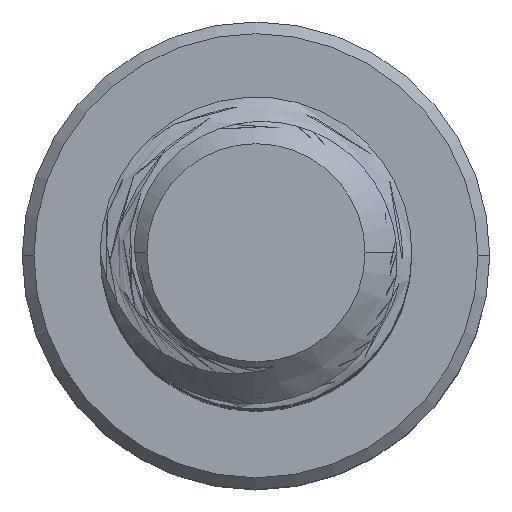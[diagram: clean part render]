
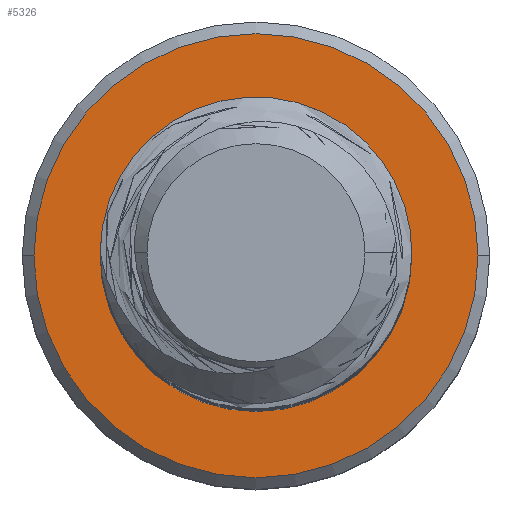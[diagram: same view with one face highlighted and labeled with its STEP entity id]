
A CAD part, top view. The second image highlights one B-rep face of the part: STEP entity #5326.
In plain terms, the highlighted planar face has unit normal (0, 0, 1).
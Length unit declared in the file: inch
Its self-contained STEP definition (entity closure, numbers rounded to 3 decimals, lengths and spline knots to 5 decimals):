
#238 = CARTESIAN_POINT ( 'NONE',  ( -0.17813, 0., -1.375 ) ) ;
#245 = CARTESIAN_POINT ( 'NONE',  ( 0.125, 0., -1.375 ) ) ;
#263 = CARTESIAN_POINT ( 'NONE',  ( 0.17813, 0., -1.375 ) ) ;
#265 = CARTESIAN_POINT ( 'NONE',  ( -0.125, 0., -1.375 ) ) ;
#282 = VERTEX_POINT ( 'NONE', #265 ) ;
#284 = VERTEX_POINT ( 'NONE', #263 ) ;
#302 = VERTEX_POINT ( 'NONE', #245 ) ;
#309 = VERTEX_POINT ( 'NONE', #238 ) ;
#1029 = DIRECTION ( 'NONE',  ( -1., 0., 0. ) ) ;
#1030 = DIRECTION ( 'NONE',  ( 0., 0., -1. ) ) ;
#1071 = CARTESIAN_POINT ( 'NONE',  ( 0., 0., -1.375 ) ) ;
#1075 = PLANE ( 'NONE',  #5597 ) ;
#1673 = DIRECTION ( 'NONE',  ( -1., 0., 0. ) ) ;
#1674 = DIRECTION ( 'NONE',  ( 0., 0., 1. ) ) ;
#1675 = CARTESIAN_POINT ( 'NONE',  ( 0., 0., -1.375 ) ) ;
#1720 = ORIENTED_EDGE ( 'NONE', *, *, #5862, .F. ) ;
#1721 = ORIENTED_EDGE ( 'NONE', *, *, #5877, .F. ) ;
#1722 = ORIENTED_EDGE ( 'NONE', *, *, #5785, .T. ) ;
#1723 = ORIENTED_EDGE ( 'NONE', *, *, #5708, .T. ) ;
#1802 = DIRECTION ( 'NONE',  ( -1., 0., 0. ) ) ;
#1806 = DIRECTION ( 'NONE',  ( 0., 0., 1. ) ) ;
#1807 = CARTESIAN_POINT ( 'NONE',  ( 0., 0., -1.375 ) ) ;
#2158 = DIRECTION ( 'NONE',  ( -1., 0., 0. ) ) ;
#2159 = DIRECTION ( 'NONE',  ( 0., 0., 1. ) ) ;
#2172 = CARTESIAN_POINT ( 'NONE',  ( 0., 0., -1.375 ) ) ;
#3735 = CIRCLE ( 'NONE', #5555, 0.125 ) ;
#3748 = CIRCLE ( 'NONE', #5558, 0.125 ) ;
#3823 = CIRCLE ( 'NONE', #5564, 0.17813 ) ;
#3879 = CIRCLE ( 'NONE', #5570, 0.17813 ) ;
#3968 = FACE_OUTER_BOUND ( 'NONE', #5162, .T. ) ;
#3970 = FACE_BOUND ( 'NONE', #4926, .T. ) ;
#4370 = DIRECTION ( 'NONE',  ( -1., 0., 0. ) ) ;
#4371 = DIRECTION ( 'NONE',  ( 0., 0., 1. ) ) ;
#4381 = CARTESIAN_POINT ( 'NONE',  ( 0., 0., -1.375 ) ) ;
#4926 = EDGE_LOOP ( 'NONE', ( #1721, #1720 ) ) ;
#5162 = EDGE_LOOP ( 'NONE', ( #1723, #1722 ) ) ;
#5326 = ADVANCED_FACE ( 'NONE', ( #3968, #3970 ), #1075, .F. ) ;
#5555 = AXIS2_PLACEMENT_3D ( 'NONE', #1675, #1674, #1673 ) ;
#5558 = AXIS2_PLACEMENT_3D ( 'NONE', #1807, #1806, #1802 ) ;
#5564 = AXIS2_PLACEMENT_3D ( 'NONE', #2172, #2159, #2158 ) ;
#5570 = AXIS2_PLACEMENT_3D ( 'NONE', #4381, #4371, #4370 ) ;
#5597 = AXIS2_PLACEMENT_3D ( 'NONE', #1071, #1030, #1029 ) ;
#5708 = EDGE_CURVE ( 'NONE', #309, #284, #3879, .T. ) ;
#5785 = EDGE_CURVE ( 'NONE', #284, #309, #3823, .T. ) ;
#5862 = EDGE_CURVE ( 'NONE', #282, #302, #3748, .T. ) ;
#5877 = EDGE_CURVE ( 'NONE', #302, #282, #3735, .T. ) ;
